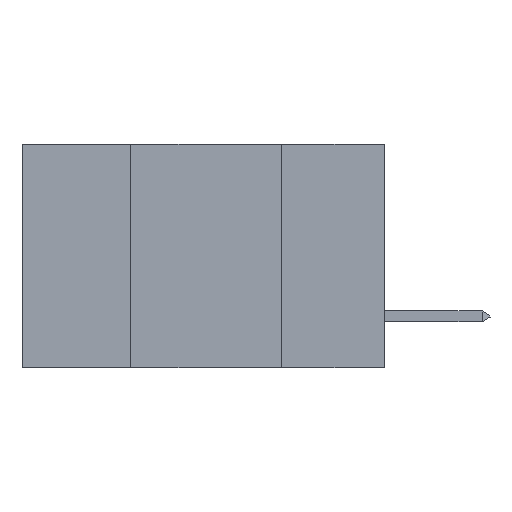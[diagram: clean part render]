
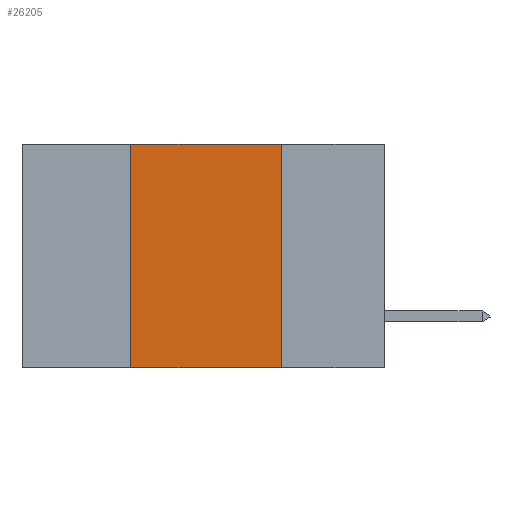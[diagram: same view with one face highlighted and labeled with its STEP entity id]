
A CAD part, left-side view. The second image highlights one B-rep face of the part: STEP entity #26205.
In plain terms, the highlighted planar face has unit normal (-1, 0, 0).
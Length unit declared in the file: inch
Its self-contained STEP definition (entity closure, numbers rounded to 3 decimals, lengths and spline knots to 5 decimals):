
#178 = DIRECTION ( 'NONE',  ( 0., 0., 1. ) ) ;
#1382 = EDGE_LOOP ( 'NONE', ( #26023, #11183, #36694, #31019 ) ) ;
#3156 = VECTOR ( 'NONE', #35644, 39.37008 ) ;
#3792 = CARTESIAN_POINT ( 'NONE',  ( 0., 0.6, -0.37 ) ) ;
#4720 = CARTESIAN_POINT ( 'NONE',  ( 0., 0.17, 0. ) ) ;
#5267 = VECTOR ( 'NONE', #34139, 39.37008 ) ;
#6484 = VERTEX_POINT ( 'NONE', #33728 ) ;
#7182 = VECTOR ( 'NONE', #178, 39.37008 ) ;
#9309 = CARTESIAN_POINT ( 'NONE',  ( 0., 0.6, 0. ) ) ;
#10196 = CARTESIAN_POINT ( 'NONE',  ( 0., 0.17, 0. ) ) ;
#11183 = ORIENTED_EDGE ( 'NONE', *, *, #19788, .F. ) ;
#15895 = VERTEX_POINT ( 'NONE', #4720 ) ;
#18717 = EDGE_CURVE ( 'NONE', #15895, #6484, #37070, .T. ) ;
#19788 = EDGE_CURVE ( 'NONE', #31047, #15895, #26900, .T. ) ;
#21986 = CARTESIAN_POINT ( 'NONE',  ( 0., 0.6, 0. ) ) ;
#22242 = EDGE_CURVE ( 'NONE', #40252, #6484, #41420, .T. ) ;
#23847 = CARTESIAN_POINT ( 'NONE',  ( 0., 0.42, 0. ) ) ;
#24498 = FACE_OUTER_BOUND ( 'NONE', #1382, .T. ) ;
#25607 = DIRECTION ( 'NONE',  ( 0., 0., -1. ) ) ;
#26023 = ORIENTED_EDGE ( 'NONE', *, *, #18717, .F. ) ;
#26205 = ADVANCED_FACE ( 'NONE', ( #24498 ), #43392, .F. ) ;
#26900 = LINE ( 'NONE', #9309, #5267 ) ;
#28251 = LINE ( 'NONE', #28722, #7182 ) ;
#28722 = CARTESIAN_POINT ( 'NONE',  ( 0., 0.42, 0. ) ) ;
#31019 = ORIENTED_EDGE ( 'NONE', *, *, #22242, .T. ) ;
#31047 = VERTEX_POINT ( 'NONE', #23847 ) ;
#32753 = DIRECTION ( 'NONE',  ( 1., 0., 0. ) ) ;
#33728 = CARTESIAN_POINT ( 'NONE',  ( 0., 0.17, -0.37 ) ) ;
#34139 = DIRECTION ( 'NONE',  ( 0., -1., 0. ) ) ;
#35644 = DIRECTION ( 'NONE',  ( 0., 0., -1. ) ) ;
#35688 = AXIS2_PLACEMENT_3D ( 'NONE', #21986, #32753, #25607 ) ;
#36694 = ORIENTED_EDGE ( 'NONE', *, *, #37521, .F. ) ;
#37070 = LINE ( 'NONE', #10196, #3156 ) ;
#37521 = EDGE_CURVE ( 'NONE', #40252, #31047, #28251, .T. ) ;
#37703 = CARTESIAN_POINT ( 'NONE',  ( 0., 0.42, -0.37 ) ) ;
#38907 = DIRECTION ( 'NONE',  ( 0., -1., 0. ) ) ;
#39173 = VECTOR ( 'NONE', #38907, 39.37008 ) ;
#40252 = VERTEX_POINT ( 'NONE', #37703 ) ;
#41420 = LINE ( 'NONE', #3792, #39173 ) ;
#43392 = PLANE ( 'NONE',  #35688 ) ;
